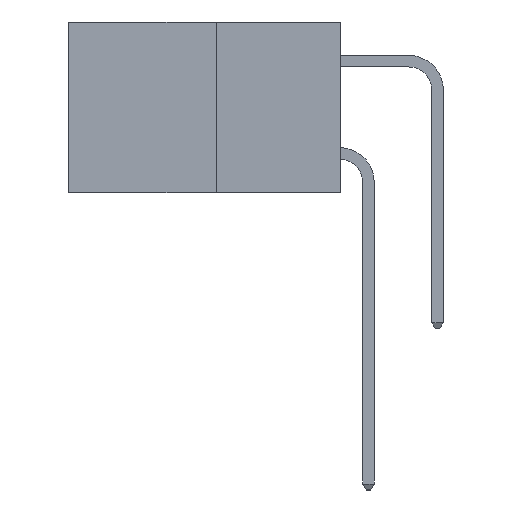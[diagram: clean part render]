
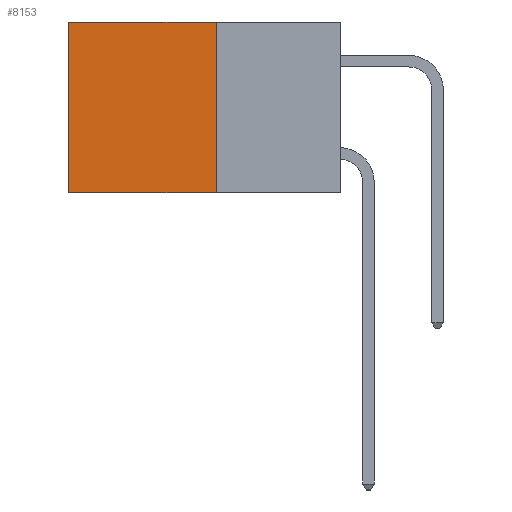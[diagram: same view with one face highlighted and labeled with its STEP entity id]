
A CAD part, left-side view. The second image highlights one B-rep face of the part: STEP entity #8153.
In plain terms, the highlighted planar face has unit normal (-1, 0, 0).
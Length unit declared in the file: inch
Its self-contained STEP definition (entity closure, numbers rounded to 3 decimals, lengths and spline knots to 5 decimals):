
#91 = DIRECTION ( 'NONE',  ( 0., 0., -1. ) ) ;
#132 = EDGE_CURVE ( 'NONE', #8931, #5582, #553, .T. ) ;
#171 = VECTOR ( 'NONE', #8232, 39.37008 ) ;
#439 = VECTOR ( 'NONE', #9132, 39.37008 ) ;
#459 = LINE ( 'NONE', #1502, #2693 ) ;
#553 = LINE ( 'NONE', #4009, #7148 ) ;
#1502 = CARTESIAN_POINT ( 'NONE',  ( 0.277, 0.27, -0.37 ) ) ;
#2678 = LINE ( 'NONE', #3619, #171 ) ;
#2693 = VECTOR ( 'NONE', #3859, 39.37008 ) ;
#3266 = EDGE_LOOP ( 'NONE', ( #6656, #9739, #9636, #9977 ) ) ;
#3619 = CARTESIAN_POINT ( 'NONE',  ( 0.277, 0.27, -0.37 ) ) ;
#3859 = DIRECTION ( 'NONE',  ( 0., 1., 0. ) ) ;
#3883 = CARTESIAN_POINT ( 'NONE',  ( 0.277, 0.59, 0. ) ) ;
#3918 = EDGE_CURVE ( 'NONE', #5582, #5824, #4435, .T. ) ;
#4009 = CARTESIAN_POINT ( 'NONE',  ( 0.277, 0.27, 0. ) ) ;
#4145 = PLANE ( 'NONE',  #6540 ) ;
#4435 = LINE ( 'NONE', #9164, #439 ) ;
#4438 = VERTEX_POINT ( 'NONE', #5675 ) ;
#4891 = DIRECTION ( 'NONE',  ( 1., 0., 0. ) ) ;
#4942 = CARTESIAN_POINT ( 'NONE',  ( 0.277, 0.27, 0. ) ) ;
#5582 = VERTEX_POINT ( 'NONE', #3883 ) ;
#5597 = CARTESIAN_POINT ( 'NONE',  ( 0.277, 0.59, -0.37 ) ) ;
#5675 = CARTESIAN_POINT ( 'NONE',  ( 0.277, 0.27, -0.37 ) ) ;
#5824 = VERTEX_POINT ( 'NONE', #5597 ) ;
#6499 = FACE_OUTER_BOUND ( 'NONE', #3266, .T. ) ;
#6540 = AXIS2_PLACEMENT_3D ( 'NONE', #9541, #4891, #91 ) ;
#6656 = ORIENTED_EDGE ( 'NONE', *, *, #3918, .T. ) ;
#7148 = VECTOR ( 'NONE', #9028, 39.37008 ) ;
#8153 = ADVANCED_FACE ( 'NONE', ( #6499 ), #4145, .F. ) ;
#8232 = DIRECTION ( 'NONE',  ( 0., 0., -1. ) ) ;
#8931 = VERTEX_POINT ( 'NONE', #4942 ) ;
#9028 = DIRECTION ( 'NONE',  ( 0., 1., 0. ) ) ;
#9132 = DIRECTION ( 'NONE',  ( 0., 0., -1. ) ) ;
#9164 = CARTESIAN_POINT ( 'NONE',  ( 0.277, 0.59, -0.37 ) ) ;
#9429 = EDGE_CURVE ( 'NONE', #4438, #5824, #459, .T. ) ;
#9541 = CARTESIAN_POINT ( 'NONE',  ( 0.277, 0.27, -0.37 ) ) ;
#9636 = ORIENTED_EDGE ( 'NONE', *, *, #9976, .F. ) ;
#9739 = ORIENTED_EDGE ( 'NONE', *, *, #9429, .F. ) ;
#9976 = EDGE_CURVE ( 'NONE', #8931, #4438, #2678, .T. ) ;
#9977 = ORIENTED_EDGE ( 'NONE', *, *, #132, .T. ) ;
